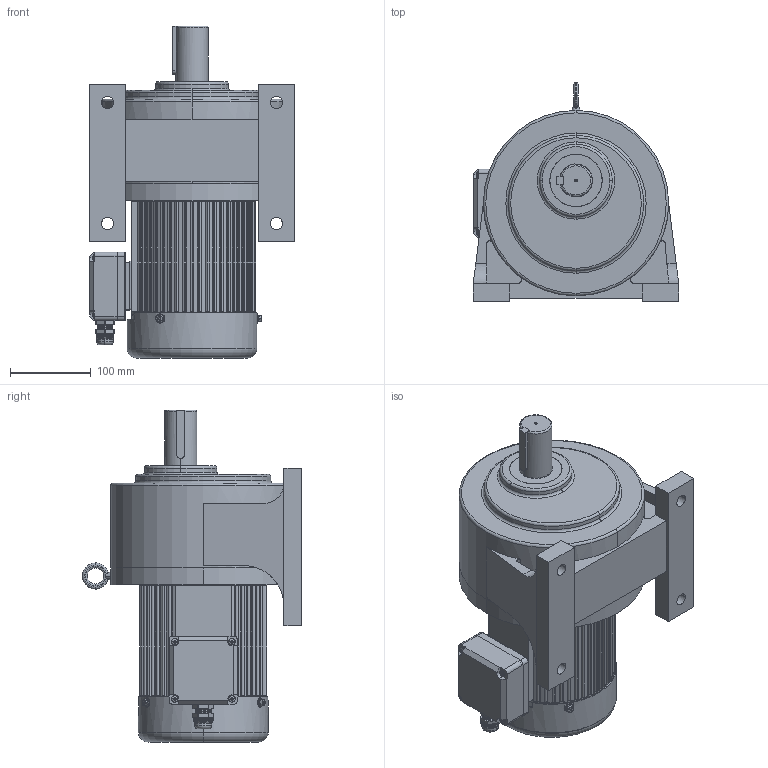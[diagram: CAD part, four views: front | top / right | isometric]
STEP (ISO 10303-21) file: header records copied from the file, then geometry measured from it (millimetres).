
FILE_DESCRIPTION (( 'STEP AP203' ), '1' );
FILE_NAME ('(標準品)G15H750W(5B97XXX100)(減速比共用).STEP', '2016-01-28T08:01:24', ( 'SE' ), ( 'SE' ), 'SwSTEP 2.0', 'SolidWorks 2010', '' );
FILE_SCHEMA (( 'CONFIG_CONTROL_DESIGN' ));
Length unit declared in the file: millimetre
Products named in the file (17): 出線盒上蓋; ･Xｽuｲｰｹﾔ､TH-UP3(PVC2mmｫp); 10x8xL_60L; 丸頭螺絲 M4 x35 --35N_JIS B 1111 Binding head screw M4 x 8 --8N; 750W風扇蓋159＊56; 750後蓋-M-SAB-45_3.烤車鑽; G15HBOX1_Default; (標準品)G15H750W(5B97XXX100)(減速比共用); 成品-塑膠T盒; 出線盒下蓋; 出線頭 Ver.2; 外六角內十字螺絲M5 x 10_ISO 4162 - M5 x 10 x 10-N; G15-750C1-03; 馬達筒M750C1A-01; M8x16吊環(G14.G15前蓋用); G150S1_Default; 油封40x65x10
Assembly tree (21 placements, depth 3):
  (標準品)G15H750W(5B97XXX100)(減速比共用)
    750W風扇蓋159＊56
    G15-750C1-03
    馬達筒M750C1A-01
    G150S1_Default
    油封40x65x10
    10x8xL_60L
    外六角內十字螺絲M5 x 10_ISO 4162 - M5 x 10 x 10-N  x3
    G15HBOX1_Default
    成品-塑膠T盒
      丸頭螺絲 M4 x35 --35N_JIS B 1111 Binding head screw M4 x 8 --8N  x4
      出線盒下蓋
      出線盒上蓋
      ･Xｽuｲｰｹﾔ､TH-UP3(PVC2mmｫp)
      出線頭 Ver.2
    750後蓋-M-SAB-45_3.烤車鑽
    M8x16吊環(G14.G15前蓋用)
Bounding box: 255 x 272 x 412 mm (x, y, z)
Volume: 10091460.9 mm3; surface area: 721771 mm2
Topology: 20 solids, 23 shells, 2837 faces, 7581 edges, 4807 vertices
Faces by surface type: plane 951, cone 920, cylinder 856, torus 71, bspline 31, sphere 8
Entity records: 61168 total; most frequent: CARTESIAN_POINT 13587, ORIENTED_EDGE 9570, DIRECTION 9549, EDGE_CURVE 4785, AXIS2_PLACEMENT_3D 3311, VERTEX_POINT 3078, VECTOR 2927, LINE 2927
